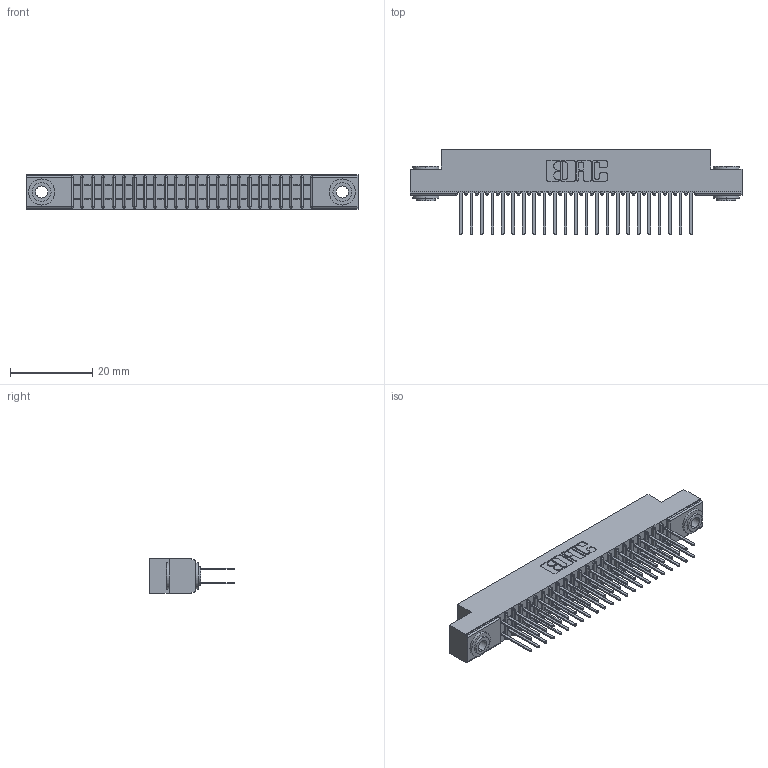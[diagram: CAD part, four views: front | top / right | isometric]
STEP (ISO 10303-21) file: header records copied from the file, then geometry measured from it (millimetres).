
FILE_DESCRIPTION (( 'STEP AP203' ), '1' );
FILE_NAME ('391-046-522-203.STEP', '2018-08-09T03:21:42', ( '' ), ( '' ), 'SwSTEP 2.0', 'SolidWorks 2016', '' );
FILE_SCHEMA (( 'CONFIG_CONTROL_DESIGN' ));
Length unit declared in the file: inch
Products named in the file (4): 391-046-522-203; 341 Part_.156 (3.96) Dia Mounting Holes; 341-292-001_341-292-122; 345-250-002_345-250-002-102
Assembly tree (49 placements, depth 2):
  391-046-522-203
    341 Part_.156 (3.96) Dia Mounting Holes
    341-292-001_341-292-122  x46
    345-250-002_345-250-002-102  x2
Bounding box: 80.64 x 20.62 x 8.38 mm (x, y, z)
Volume: 4652.8 mm3; surface area: 10388.7 mm2
Topology: 49 solids, 49 shells, 3204 faces, 9237 edges, 5982 vertices
Faces by surface type: plane 1932, cylinder 1172, sphere 48, torus 44, cone 8
Entity records: 31431 total; most frequent: CARTESIAN_POINT 5206, ORIENTED_EDGE 5162, DIRECTION 5081, EDGE_CURVE 2581, LINE 2055, VECTOR 2055, VERTEX_POINT 1638, AXIS2_PLACEMENT_3D 1513
